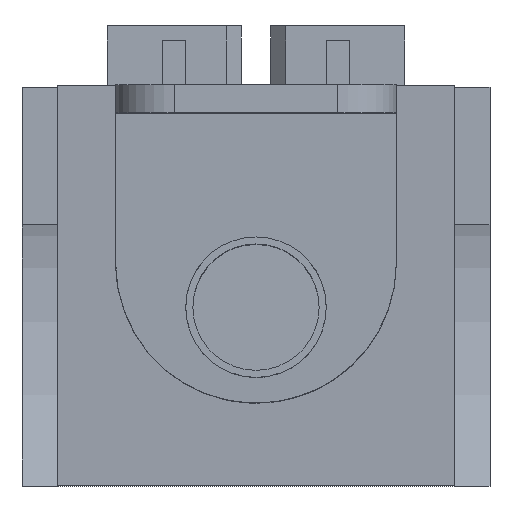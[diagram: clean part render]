
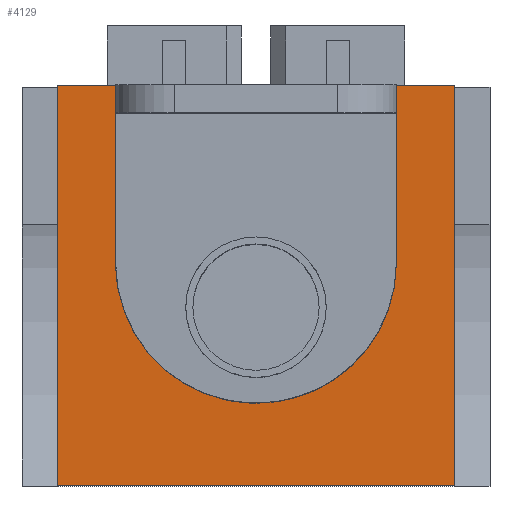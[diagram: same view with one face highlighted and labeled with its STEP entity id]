
A CAD part, top view. The second image highlights one B-rep face of the part: STEP entity #4129.
In plain terms, the highlighted planar face has unit normal (0, -0.044, 0.999).
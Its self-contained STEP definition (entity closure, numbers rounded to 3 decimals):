
#3009=CARTESIAN_POINT('POINT175',(17.,-34.2,
   96.507));
#3010=VERTEX_POINT('VERTEX175',#3009);
#3017=CARTESIAN_POINT('POINT176',(-17.,-34.2,
   96.507));
#3018=VERTEX_POINT('VERTEX176',#3017);
#3019=CARTESIAN_POINT('POS353',(20.,-34.2,
   96.507));
#3020=DIRECTION('DIR487',(-1.,0.,0.));
#3021=VECTOR('VEC219',#3020,1.);
#3022=LINE('STRAIGHT219',#3019,#3021);
#3023=EDGE_CURVE('EDGE258',#3010,#3018,#3022,.T.);
#3681=CARTESIAN_POINT('POINT237',(12.,-15.205,
   97.336));
#3682=VERTEX_POINT('VERTEX237',#3681);
#3683=CARTESIAN_POINT('POINT238',(-12.,-15.205,
   97.336));
#3684=VERTEX_POINT('VERTEX238',#3683);
#3685=CARTESIAN_POINT('POS433',(0.,-15.205,
   97.336));
#3686=DIRECTION('DIR585',(0.,0.044,
   -0.999));
#3687=DIRECTION('DIR586',(0.,-0.999,
   -0.044));
#3688=AXIS2_PLACEMENT_3D('AXIS153',#3685,#3686,#3687);
#3689=ELLIPSE('ELLIPSE36',#3688,12.,12.);
#3690=EDGE_CURVE('EDGE328',#3682,#3684,#3689,.T.);
#3767=CARTESIAN_POINT('POINT244',(-17.,0.,98.));
#3768=VERTEX_POINT('VERTEX244',#3767);
#3769=CARTESIAN_POINT('POS442',(-17.,-9.571,
   97.582));
#3770=DIRECTION('DIR599',(0.,-0.999,
   -0.044));
#3771=VECTOR('VEC285',#3770,25.4);
#3772=LINE('STRAIGHT285',#3769,#3771);
#3773=EDGE_CURVE('EDGE337',#3768,#3018,#3772,.T.);
#4061=CARTESIAN_POINT('POINT257',(17.,0.,98.));
#4062=VERTEX_POINT('VERTEX257',#4061);
#4063=CARTESIAN_POINT('POS477',(17.,-9.571,
   97.582));
#4064=DIRECTION('DIR647',(0.,0.999,
   0.044));
#4065=VECTOR('VEC307',#4064,25.4);
#4066=LINE('STRAIGHT307',#4063,#4065);
#4067=EDGE_CURVE('EDGE362',#3010,#4062,#4066,.T.);
#4086=ORIENTED_EDGE('COEDGE650',*,*,#3773,.T.);
#4087=ORIENTED_EDGE('COEDGE651',*,*,#3023,.F.);
#4088=ORIENTED_EDGE('COEDGE652',*,*,#4067,.T.);
#4089=CARTESIAN_POINT('POINT258',(12.,0.,98.));
#4090=VERTEX_POINT('VERTEX258',#4089);
#4091=CARTESIAN_POINT('POS480',(20.,0.,98.));
#4092=DIRECTION('DIR651',(-1.,0.,0.));
#4093=VECTOR('VEC309',#4092,1.);
#4094=LINE('STRAIGHT309',#4091,#4093);
#4095=EDGE_CURVE('EDGE364',#4062,#4090,#4094,.T.);
#4096=ORIENTED_EDGE('COEDGE653',*,*,#4095,.T.);
#4097=CARTESIAN_POINT('POINT259',(12.,-2.4,
   97.895));
#4098=VERTEX_POINT('VERTEX259',#4097);
#4099=CARTESIAN_POINT('POS481',(12.,1.888,
   98.082));
#4100=DIRECTION('DIR652',(0.,-0.999,
   -0.044));
#4101=VECTOR('VEC310',#4100,25.4);
#4102=LINE('STRAIGHT310',#4099,#4101);
#4103=EDGE_CURVE('EDGE365',#4090,#4098,#4102,.T.);
#4104=ORIENTED_EDGE('COEDGE654',*,*,#4103,.T.);
#4105=EDGE_CURVE('EDGE366',#4098,#3682,#4102,.T.);
#4106=ORIENTED_EDGE('COEDGE655',*,*,#4105,.T.);
#4107=ORIENTED_EDGE('COEDGE656',*,*,#3690,.T.);
#4108=CARTESIAN_POINT('POINT260',(-12.,-2.4,
   97.895));
#4109=VERTEX_POINT('VERTEX260',#4108);
#4110=CARTESIAN_POINT('POS482',(-12.,-7.603,
   97.668));
#4111=DIRECTION('DIR653',(0.,0.999,
   0.044));
#4112=VECTOR('VEC311',#4111,25.4);
#4113=LINE('STRAIGHT311',#4110,#4112);
#4114=EDGE_CURVE('EDGE367',#3684,#4109,#4113,.T.);
#4115=ORIENTED_EDGE('COEDGE657',*,*,#4114,.T.);
#4116=CARTESIAN_POINT('POINT261',(-12.,0.,98.));
#4117=VERTEX_POINT('VERTEX261',#4116);
#4118=EDGE_CURVE('EDGE368',#4109,#4117,#4113,.T.);
#4119=ORIENTED_EDGE('COEDGE658',*,*,#4118,.T.);
#4120=EDGE_CURVE('EDGE369',#4117,#3768,#4094,.T.);
#4121=ORIENTED_EDGE('COEDGE659',*,*,#4120,.T.);
#4122=EDGE_LOOP('NONE',(#4086,#4087,#4088,#4096,#4104,#4106,#4107,#4115,
   #4119,#4121));
#4123=FACE_BOUND('LOOP1',#4122,.T.);
#4124=CARTESIAN_POINT('POS483',(20.,0.,98.));
#4125=DIRECTION('DIR654',(0.,-0.044,
   0.999));
#4126=DIRECTION('DIR655',(1.,0.,0.));
#4127=AXIS2_PLACEMENT_3D('AXIS172',#4124,#4125,#4126);
#4128=PLANE('PLANE122',#4127);
#4129=ADVANCED_FACE('FACE138',(#4123),#4128,.T.);
